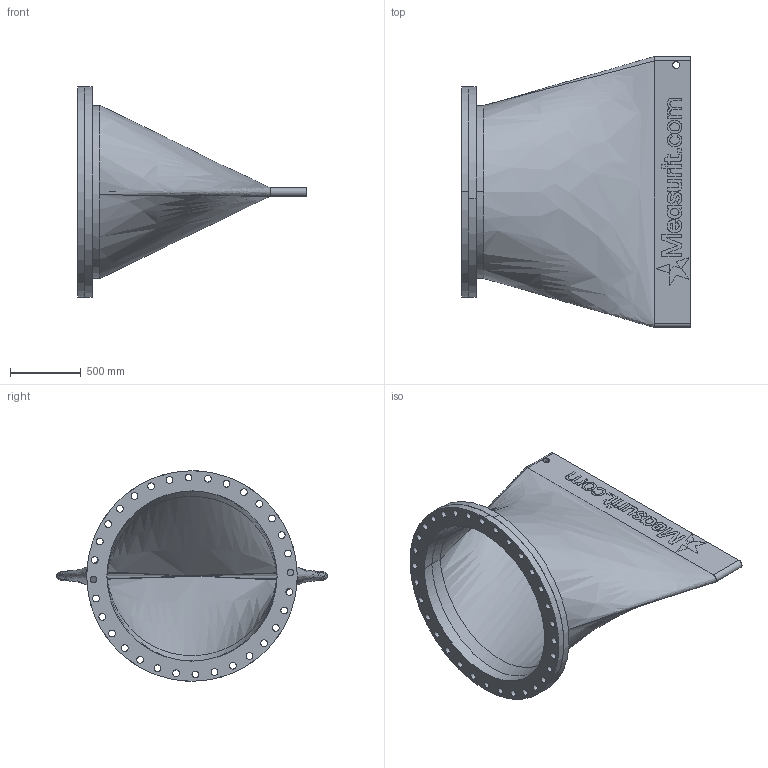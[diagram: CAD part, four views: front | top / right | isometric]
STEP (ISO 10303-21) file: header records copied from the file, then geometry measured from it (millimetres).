
FILE_DESCRIPTION (( 'STEP AP214' ), '1' );
FILE_NAME ('CF-DBF-G3-S1200-NN-316-F.STEP', '2023-02-13T14:40:11', ( '' ), ( '' ), 'SwSTEP 2.0', 'SolidWorks 2022', '' );
FILE_SCHEMA (( 'AUTOMOTIVE_DESIGN' ));
Length unit declared in the file: millimetre
Products named in the file (3): CF-DBF-G3-S1200-NN-316-F; Split ring 1200
Assembly tree (2 placements, depth 2):
  CF-DBF-G3-S1200-NN-316-F
    CF-DBF-G3-S1200-NN-316-F
    Split ring 1200
Bounding box: 1613 x 1910 x 1485 mm (x, y, z)
Volume: 255710937.7 mm3; surface area: 15198052.4 mm2
Topology: 2 solids, 2 shells, 814 faces, 2423 edges, 1631 vertices
Faces by surface type: plane 660, cylinder 142, bspline 12
Entity records: 39141 total; most frequent: CARTESIAN_POINT 9495, ORIENTED_EDGE 4846, DIRECTION 4301, EDGE_CURVE 2423, LINE 2111, VECTOR 2111, VERTEX_POINT 1631, AXIS2_PLACEMENT_3D 1095
